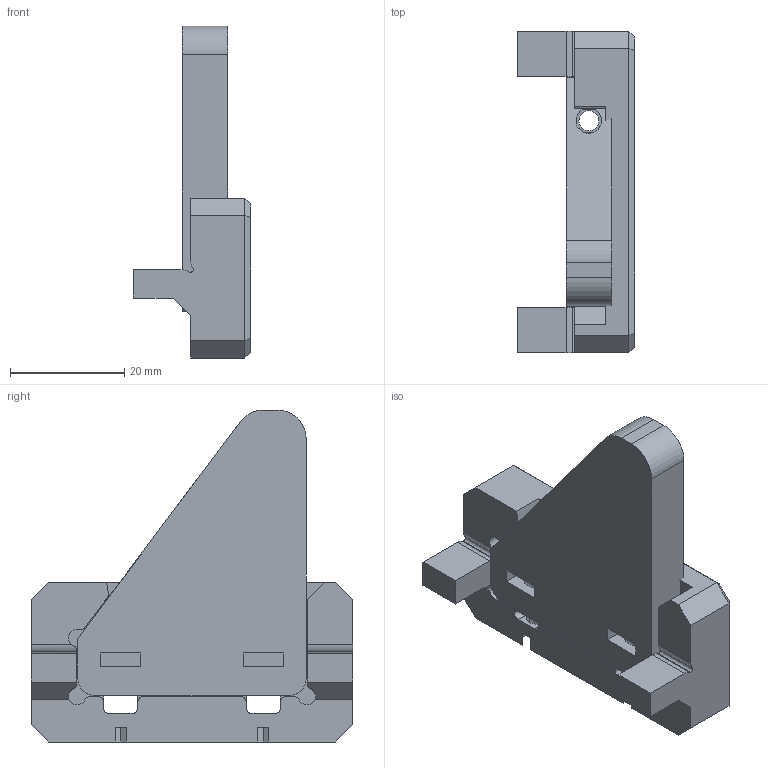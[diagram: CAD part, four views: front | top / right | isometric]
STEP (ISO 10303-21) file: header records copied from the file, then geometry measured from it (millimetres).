
FILE_DESCRIPTION (( 'STEP AP203' ), '1' );
FILE_NAME ('Rib Base.STEP', '2021-07-18T09:51:15', ( '' ), ( '' ), 'SwSTEP 2.0', 'SolidWorks 2020', '' );
FILE_SCHEMA (( 'CONFIG_CONTROL_DESIGN' ));
Length unit declared in the file: millimetre
Products named in the file (1): Rib Base
Bounding box: 20.5 x 56.3 x 58.15 mm (x, y, z)
Volume: 22209.4 mm3; surface area: 10478.1 mm2
Topology: 2 solids, 2 shells, 137 faces, 378 edges, 244 vertices
Faces by surface type: plane 83, cylinder 46, cone 8
Entity records: 4449 total; most frequent: CARTESIAN_POINT 789, ORIENTED_EDGE 756, DIRECTION 739, EDGE_CURVE 378, LINE 275, VECTOR 275, VERTEX_POINT 244, AXIS2_PLACEMENT_3D 232
